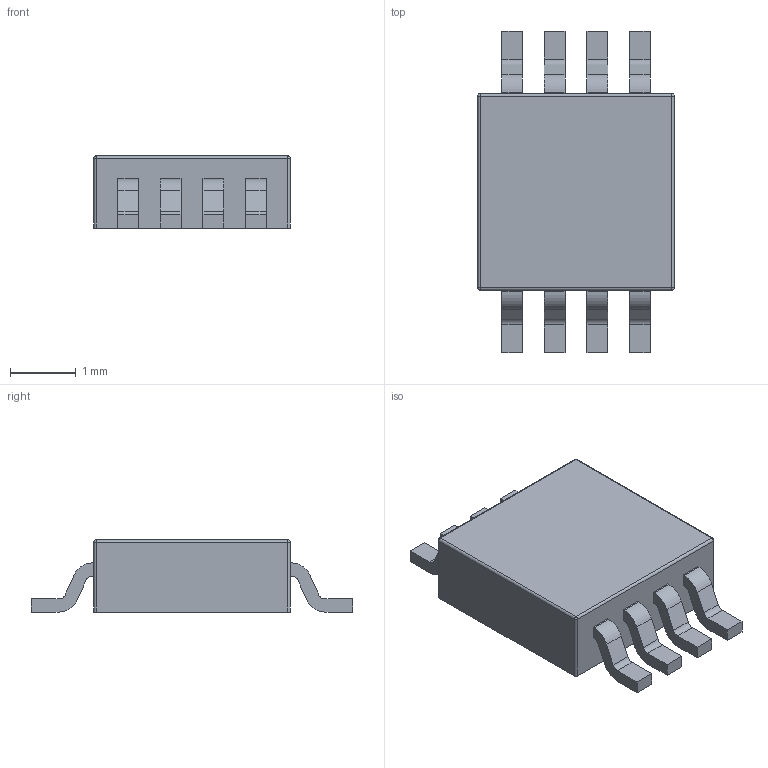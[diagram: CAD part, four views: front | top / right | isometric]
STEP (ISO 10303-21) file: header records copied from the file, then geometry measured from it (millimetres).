
FILE_DESCRIPTION (( 'STEP AP203' ), '1' );
FILE_NAME ( 'SOP8P65_300X490X110L55X31-LQ.STEP', '2023-09-27T16:47:35', ( '' ), ( '' ), '', '©2017-2022 PCBL', '' );
FILE_SCHEMA (( 'AUTOMOTIVE_DESIGN' ));
Length unit declared in the file: millimetre
Products named in the file (1): SOP8P65_300X490X110L55X31-LQ
Bounding box: 3 x 4.9 x 1.1 mm (x, y, z)
Volume: 10.5 mm3; surface area: 42.2 mm2
Topology: 9 solids, 9 shells, 130 faces, 328 edges, 212 vertices
Faces by surface type: plane 86, cylinder 40, sphere 4
Entity records: 3938 total; most frequent: CARTESIAN_POINT 667, DIRECTION 666, ORIENTED_EDGE 648, EDGE_CURVE 324, VECTOR 244, LINE 244, VERTEX_POINT 212, AXIS2_PLACEMENT_3D 211
